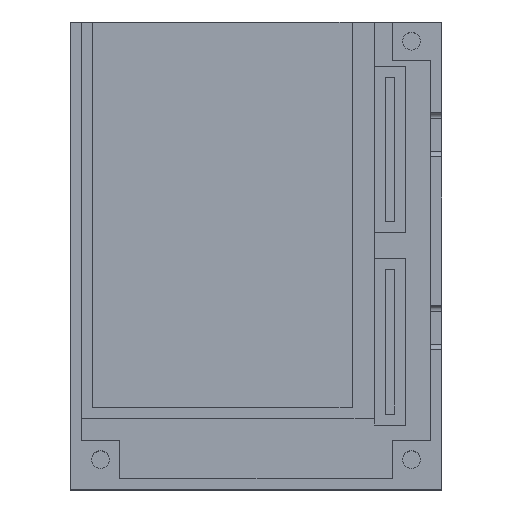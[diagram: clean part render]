
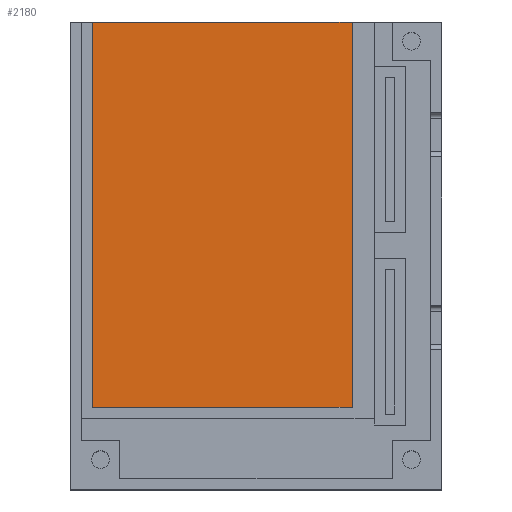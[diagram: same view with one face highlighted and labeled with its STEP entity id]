
A CAD part, top view. The second image highlights one B-rep face of the part: STEP entity #2180.
In plain terms, the highlighted planar face has unit normal (0, 0, 1).
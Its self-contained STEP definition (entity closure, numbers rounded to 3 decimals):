
#24 = CARTESIAN_POINT ( 'NONE',  ( 0., 0., 2. ) ) ;
#33 = DIRECTION ( 'NONE',  ( 1., 0., 0. ) ) ;
#120 = EDGE_CURVE ( 'NONE', #291, #1582, #1459, .T. ) ;
#128 = DIRECTION ( 'NONE',  ( 0., -1., 0. ) ) ;
#131 = ORIENTED_EDGE ( 'NONE', *, *, #1227, .F. ) ;
#156 = DIRECTION ( 'NONE',  ( 0., 0., 1. ) ) ;
#229 = LINE ( 'NONE', #2132, #944 ) ;
#234 = VERTEX_POINT ( 'NONE', #485 ) ;
#291 = VERTEX_POINT ( 'NONE', #1910 ) ;
#302 = CARTESIAN_POINT ( 'NONE',  ( 4., 0., 2. ) ) ;
#310 = ORIENTED_EDGE ( 'NONE', *, *, #769, .T. ) ;
#412 = CARTESIAN_POINT ( 'NONE',  ( 51.2, -70., 2. ) ) ;
#475 = EDGE_CURVE ( 'NONE', #906, #234, #642, .T. ) ;
#485 = CARTESIAN_POINT ( 'NONE',  ( 4., -70., 2. ) ) ;
#507 = CARTESIAN_POINT ( 'NONE',  ( 0., 0., 2. ) ) ;
#639 = DIRECTION ( 'NONE',  ( -1., 0., 0. ) ) ;
#642 = LINE ( 'NONE', #302, #1297 ) ;
#675 = EDGE_LOOP ( 'NONE', ( #749, #131, #1626, #310 ) ) ;
#688 = LINE ( 'NONE', #507, #1334 ) ;
#690 = PLANE ( 'NONE',  #1666 ) ;
#749 = ORIENTED_EDGE ( 'NONE', *, *, #475, .T. ) ;
#769 = EDGE_CURVE ( 'NONE', #291, #906, #688, .T. ) ;
#906 = VERTEX_POINT ( 'NONE', #1249 ) ;
#944 = VECTOR ( 'NONE', #1272, 1000. ) ;
#1023 = FACE_OUTER_BOUND ( 'NONE', #675, .T. ) ;
#1028 = CARTESIAN_POINT ( 'NONE',  ( 51.2, 0., 2. ) ) ;
#1227 = EDGE_CURVE ( 'NONE', #1582, #234, #229, .T. ) ;
#1249 = CARTESIAN_POINT ( 'NONE',  ( 4., 0., 2. ) ) ;
#1272 = DIRECTION ( 'NONE',  ( -1., 0., 0. ) ) ;
#1297 = VECTOR ( 'NONE', #128, 1000. ) ;
#1334 = VECTOR ( 'NONE', #639, 1000. ) ;
#1459 = LINE ( 'NONE', #1028, #2205 ) ;
#1582 = VERTEX_POINT ( 'NONE', #412 ) ;
#1626 = ORIENTED_EDGE ( 'NONE', *, *, #120, .F. ) ;
#1666 = AXIS2_PLACEMENT_3D ( 'NONE', #24, #156, #33 ) ;
#1910 = CARTESIAN_POINT ( 'NONE',  ( 51.2, 0., 2. ) ) ;
#2023 = DIRECTION ( 'NONE',  ( 0., -1., 0. ) ) ;
#2132 = CARTESIAN_POINT ( 'NONE',  ( 0., -70., 2. ) ) ;
#2180 = ADVANCED_FACE ( 'NONE', ( #1023 ), #690, .T. ) ;
#2205 = VECTOR ( 'NONE', #2023, 1000. ) ;
